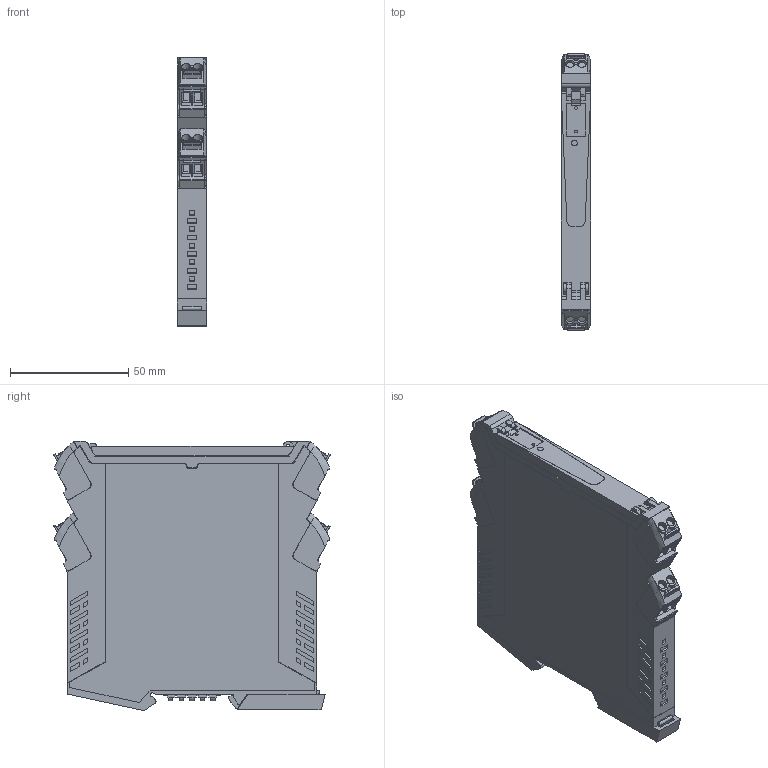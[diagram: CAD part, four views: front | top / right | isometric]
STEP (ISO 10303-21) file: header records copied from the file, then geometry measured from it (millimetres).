
FILE_DESCRIPTION(('CATIA V5 STEP Exchange','CAx-IF Rec.Pracs.--- Model Styling and Organization---1.5--- 2016-08-15','CAx-IF Rec.Pracs.---Supplemental Geometry---1.0---2011-11-01','CAx-IF Rec.Pracs.--- Composite Materials ---1.1---2010-07-15'),'2;1');
FILE_NAME ('D1382344_2', '2026-01-07T13:07:54+00:00', ('none'), ('Weidmueller'), 'CATIA Version 5-6 Release 2024 SP4', 'CATIA V5 STEP AP214 v3', 'none');
FILE_SCHEMA(('AUTOMOTIVE_DESIGN { 1 0 10303 214 1 1 1 1 }'));
Length unit declared in the file: millimetre
Products named in the file (1): 1506200000
Bounding box: 12.5 x 117.24 x 114.02 mm (x, y, z)
Volume: 143624.7 mm3; surface area: 44523.4 mm2
Topology: 19 solids, 19 shells, 1394 faces, 4269 edges, 2982 vertices
Faces by surface type: plane 1053, cylinder 281, extrusion 32, revolution 16, bspline 8, sphere 4
Entity records: 47153 total; most frequent: CARTESIAN_POINT 11489, ORIENTED_EDGE 8534, DIRECTION 5523, EDGE_CURVE 4267, VECTOR 3250, LINE 3218, VERTEX_POINT 2982, EDGE_LOOP 1483
